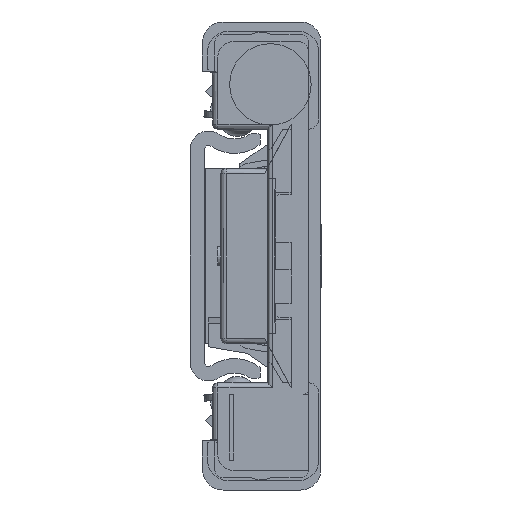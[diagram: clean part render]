
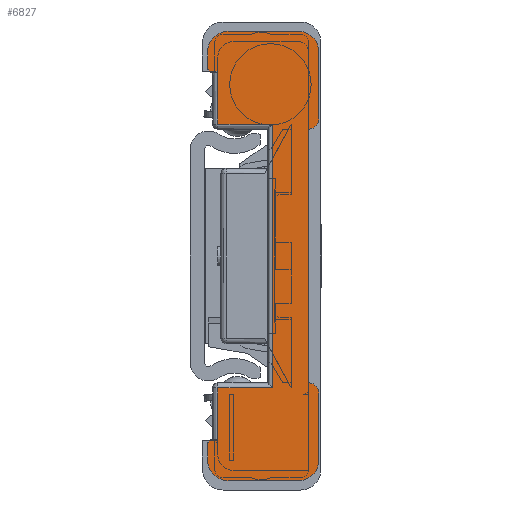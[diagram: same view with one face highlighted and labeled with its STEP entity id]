
A CAD part, front view. The second image highlights one B-rep face of the part: STEP entity #6827.
In plain terms, the highlighted planar face has unit normal (0, -1, 0).
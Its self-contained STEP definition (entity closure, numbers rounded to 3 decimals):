
#4364=DIRECTION('',(1.,0.,0.));
#4365=VECTOR('',#4364,5.5);
#4366=CARTESIAN_POINT('',(-18.3,0.,-4.15));
#4367=LINE('',#4366,#4365);
#4368=DIRECTION('',(1.,0.,0.));
#4369=VECTOR('',#4368,1.5);
#4370=CARTESIAN_POINT('',(-19.8,0.,-5.15));
#4371=LINE('',#4370,#4369);
#4372=CARTESIAN_POINT('',(-19.8,0.,-3.15));
#4373=DIRECTION('',(0.,-1.,0.));
#4374=DIRECTION('',(-1.,0.,0.));
#4375=AXIS2_PLACEMENT_3D('',#4372,#4373,#4374);
#4377=CARTESIAN_POINT('',(-19.8,0.,3.65));
#4378=DIRECTION('',(0.,-1.,0.));
#4379=DIRECTION('',(0.,0.,1.));
#4380=AXIS2_PLACEMENT_3D('',#4377,#4378,#4379);
#4382=DIRECTION('',(-1.,0.,0.));
#4383=VECTOR('',#4382,6.5);
#4384=CARTESIAN_POINT('',(-13.3,0.,5.65));
#4385=LINE('',#4384,#4383);
#4386=CARTESIAN_POINT('',(-13.3,0.,4.65));
#4387=DIRECTION('',(0.,-1.,0.));
#4388=DIRECTION('',(1.,0.,0.));
#4389=AXIS2_PLACEMENT_3D('',#4386,#4387,#4388);
#4391=DIRECTION('',(1.,0.,0.));
#4392=VECTOR('',#4391,24.6);
#4393=CARTESIAN_POINT('',(-12.3,0.,4.65));
#4394=LINE('',#4393,#4392);
#4395=CARTESIAN_POINT('',(13.3,0.,4.65));
#4396=DIRECTION('',(0.,-1.,0.));
#4397=DIRECTION('',(0.,0.,1.));
#4398=AXIS2_PLACEMENT_3D('',#4395,#4396,#4397);
#4400=DIRECTION('',(-1.,0.,0.));
#4401=VECTOR('',#4400,6.5);
#4402=CARTESIAN_POINT('',(19.8,0.,5.65));
#4403=LINE('',#4402,#4401);
#4404=CARTESIAN_POINT('',(19.8,0.,3.65));
#4405=DIRECTION('',(0.,-1.,0.));
#4406=DIRECTION('',(1.,0.,0.));
#4407=AXIS2_PLACEMENT_3D('',#4404,#4405,#4406);
#4409=CARTESIAN_POINT('',(19.8,0.,-3.15));
#4410=DIRECTION('',(0.,-1.,0.));
#4411=DIRECTION('',(0.,0.,-1.));
#4412=AXIS2_PLACEMENT_3D('',#4409,#4410,#4411);
#4414=DIRECTION('',(1.,0.,0.));
#4415=VECTOR('',#4414,1.5);
#4416=CARTESIAN_POINT('',(18.3,0.,-5.15));
#4417=LINE('',#4416,#4415);
#4418=DIRECTION('',(1.,0.,0.));
#4419=VECTOR('',#4418,5.5);
#4420=CARTESIAN_POINT('',(12.8,0.,-4.15));
#4421=LINE('',#4420,#4419);
#4422=DIRECTION('',(0.,0.,-1.));
#4423=VECTOR('',#4422,5.3);
#4424=CARTESIAN_POINT('',(12.8,0.,1.15));
#4425=LINE('',#4424,#4423);
#4426=DIRECTION('',(-1.,0.,0.));
#4427=VECTOR('',#4426,25.6);
#4428=CARTESIAN_POINT('',(12.8,0.,1.15));
#4429=LINE('',#4428,#4427);
#4430=DIRECTION('',(0.,0.,1.));
#4431=VECTOR('',#4430,5.3);
#4432=CARTESIAN_POINT('',(-12.8,0.,-4.15));
#4433=LINE('',#4432,#4431);
#4552=CARTESIAN_POINT('',(18.3,0.,-4.65));
#4553=DIRECTION('',(0.,-1.,0.));
#4554=DIRECTION('',(0.,0.,1.));
#4555=AXIS2_PLACEMENT_3D('',#4552,#4553,#4554);
#5609=CARTESIAN_POINT('',(-18.3,0.,-4.65));
#5610=DIRECTION('',(0.,-1.,0.));
#5611=DIRECTION('',(0.,0.,-1.));
#5612=AXIS2_PLACEMENT_3D('',#5609,#5610,#5611);
#5634=DIRECTION('',(0.,0.,-1.));
#5635=VECTOR('',#5634,6.8);
#5636=CARTESIAN_POINT('',(-21.8,0.,3.65));
#5637=LINE('',#5636,#5635);
#6220=DIRECTION('',(0.,0.,1.));
#6221=VECTOR('',#6220,6.8);
#6222=CARTESIAN_POINT('',(21.8,0.,-3.15));
#6223=LINE('',#6222,#6221);
#6510=CARTESIAN_POINT('',(19.8,0.,-5.15));
#6511=VERTEX_POINT('',#6510);
#6512=CARTESIAN_POINT('',(21.8,0.,-3.15));
#6513=VERTEX_POINT('',#6512);
#6518=CARTESIAN_POINT('',(-21.8,0.,-3.15));
#6519=VERTEX_POINT('',#6518);
#6520=CARTESIAN_POINT('',(-19.8,0.,-5.15));
#6521=VERTEX_POINT('',#6520);
#6526=CARTESIAN_POINT('',(-19.8,0.,5.65));
#6527=VERTEX_POINT('',#6526);
#6528=CARTESIAN_POINT('',(-21.8,0.,3.65));
#6529=VERTEX_POINT('',#6528);
#6534=CARTESIAN_POINT('',(21.8,0.,3.65));
#6535=VERTEX_POINT('',#6534);
#6536=CARTESIAN_POINT('',(19.8,0.,5.65));
#6537=VERTEX_POINT('',#6536);
#6542=CARTESIAN_POINT('',(13.3,0.,5.65));
#6543=VERTEX_POINT('',#6542);
#6544=CARTESIAN_POINT('',(12.3,0.,4.65));
#6545=VERTEX_POINT('',#6544);
#6550=CARTESIAN_POINT('',(-12.3,0.,4.65));
#6551=VERTEX_POINT('',#6550);
#6552=CARTESIAN_POINT('',(-13.3,0.,5.65));
#6553=VERTEX_POINT('',#6552);
#6558=CARTESIAN_POINT('',(-18.3,0.,-5.15));
#6559=VERTEX_POINT('',#6558);
#6564=CARTESIAN_POINT('',(18.3,0.,-5.15));
#6565=VERTEX_POINT('',#6564);
#6640=CARTESIAN_POINT('',(-18.3,0.,-4.15));
#6641=CARTESIAN_POINT('',(-12.8,0.,-4.15));
#6642=VERTEX_POINT('',#6640);
#6643=VERTEX_POINT('',#6641);
#6652=CARTESIAN_POINT('',(-12.8,0.,1.15));
#6653=VERTEX_POINT('',#6652);
#6654=CARTESIAN_POINT('',(12.8,0.,1.15));
#6655=VERTEX_POINT('',#6654);
#6662=CARTESIAN_POINT('',(12.8,0.,-4.15));
#6663=CARTESIAN_POINT('',(18.3,0.,-4.15));
#6664=VERTEX_POINT('',#6662);
#6665=VERTEX_POINT('',#6663);
#6780=CARTESIAN_POINT('',(0.,0.,0.));
#6781=DIRECTION('',(0.,1.,0.));
#6782=DIRECTION('',(1.,0.,0.));
#6783=AXIS2_PLACEMENT_3D('',#6780,#6781,#6782);
#6784=PLANE('',#6783);
#6786=ORIENTED_EDGE('',*,*,#6785,.F.);
#6788=ORIENTED_EDGE('',*,*,#6787,.F.);
#6790=ORIENTED_EDGE('',*,*,#6789,.F.);
#6792=ORIENTED_EDGE('',*,*,#6791,.F.);
#6794=ORIENTED_EDGE('',*,*,#6793,.F.);
#6796=ORIENTED_EDGE('',*,*,#6795,.F.);
#6798=ORIENTED_EDGE('',*,*,#6797,.F.);
#6800=ORIENTED_EDGE('',*,*,#6799,.F.);
#6802=ORIENTED_EDGE('',*,*,#6801,.T.);
#6804=ORIENTED_EDGE('',*,*,#6803,.F.);
#6806=ORIENTED_EDGE('',*,*,#6805,.F.);
#6808=ORIENTED_EDGE('',*,*,#6807,.F.);
#6810=ORIENTED_EDGE('',*,*,#6809,.F.);
#6812=ORIENTED_EDGE('',*,*,#6811,.F.);
#6814=ORIENTED_EDGE('',*,*,#6813,.F.);
#6816=ORIENTED_EDGE('',*,*,#6815,.F.);
#6818=ORIENTED_EDGE('',*,*,#6817,.F.);
#6820=ORIENTED_EDGE('',*,*,#6819,.F.);
#6822=ORIENTED_EDGE('',*,*,#6821,.T.);
#6824=ORIENTED_EDGE('',*,*,#6823,.F.);
#6825=EDGE_LOOP('',(#6786,#6788,#6790,#6792,#6794,#6796,#6798,#6800,#6802,#6804,
#6806,#6808,#6810,#6812,#6814,#6816,#6818,#6820,#6822,#6824));
#6826=FACE_OUTER_BOUND('',#6825,.F.);
#6827=ADVANCED_FACE('',(#6826),#6784,.F.);
#4376=CIRCLE('',#4375,2.);
#4381=CIRCLE('',#4380,2.);
#4390=CIRCLE('',#4389,1.);
#4399=CIRCLE('',#4398,1.);
#4408=CIRCLE('',#4407,2.);
#4413=CIRCLE('',#4412,2.);
#4556=CIRCLE('',#4555,0.5);
#5613=CIRCLE('',#5612,0.5);
#6785=EDGE_CURVE('',#6642,#6643,#4367,.T.);
#6787=EDGE_CURVE('',#6559,#6642,#5613,.T.);
#6789=EDGE_CURVE('',#6521,#6559,#4371,.T.);
#6791=EDGE_CURVE('',#6519,#6521,#4376,.T.);
#6793=EDGE_CURVE('',#6529,#6519,#5637,.T.);
#6795=EDGE_CURVE('',#6527,#6529,#4381,.T.);
#6797=EDGE_CURVE('',#6553,#6527,#4385,.T.);
#6799=EDGE_CURVE('',#6551,#6553,#4390,.T.);
#6801=EDGE_CURVE('',#6551,#6545,#4394,.T.);
#6803=EDGE_CURVE('',#6543,#6545,#4399,.T.);
#6805=EDGE_CURVE('',#6537,#6543,#4403,.T.);
#6807=EDGE_CURVE('',#6535,#6537,#4408,.T.);
#6809=EDGE_CURVE('',#6513,#6535,#6223,.T.);
#6811=EDGE_CURVE('',#6511,#6513,#4413,.T.);
#6813=EDGE_CURVE('',#6565,#6511,#4417,.T.);
#6815=EDGE_CURVE('',#6665,#6565,#4556,.T.);
#6817=EDGE_CURVE('',#6664,#6665,#4421,.T.);
#6819=EDGE_CURVE('',#6655,#6664,#4425,.T.);
#6821=EDGE_CURVE('',#6655,#6653,#4429,.T.);
#6823=EDGE_CURVE('',#6643,#6653,#4433,.T.);
